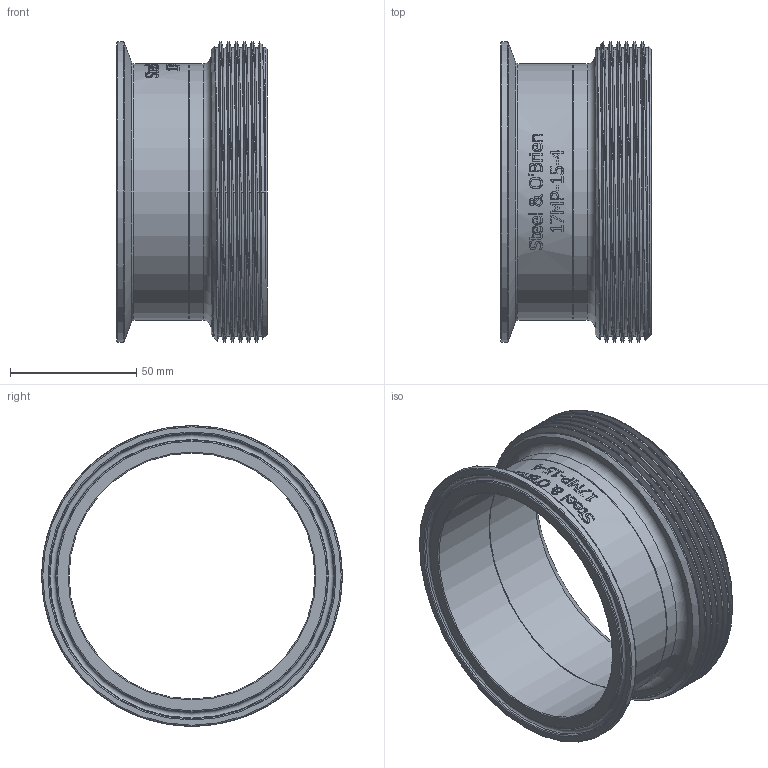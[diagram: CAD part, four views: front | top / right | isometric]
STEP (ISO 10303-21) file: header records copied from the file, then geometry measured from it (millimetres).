
FILE_DESCRIPTION(/* description */ (''),/* implementation_level */ '2;1');
FILE_NAME(/* name */ '17MP-15-4.stp',/* time_stamp */ '2022-01-20T08:16:48-05:00',/* author */ ('rick'),/* organization */ (''),/* preprocessor_version */ 'ST-DEVELOPER v18.1',/* originating_system */ 'Autodesk Inventor 2020',/* authorisation */ '');
FILE_SCHEMA (('AUTOMOTIVE_DESIGN { 1 0 10303 214 3 1 1 }'));
Length unit declared in the file: inch
Products named in the file (1): 17MP-15-4
Bounding box: 59.54 x 118.95 x 118.94 mm (x, y, z)
Volume: 102096.7 mm3; surface area: 56227.9 mm2
Topology: 1 solids, 1 shells, 380 faces, 1053 edges, 710 vertices
Faces by surface type: plane 161, bspline 148, cylinder 52, torus 12, cone 7
Full cylindrical faces by diameter (mm): 97.384 x2, 101.6 x2, 114.224 x6, 118.923 x1, 118.948 x4
Entity records: 19593 total; most frequent: CARTESIAN_POINT 10589, ORIENTED_EDGE 2106, DIRECTION 1453, EDGE_CURVE 1053, VERTEX_POINT 710, AXIS2_PLACEMENT_3D 497, LINE 459, VECTOR 459
